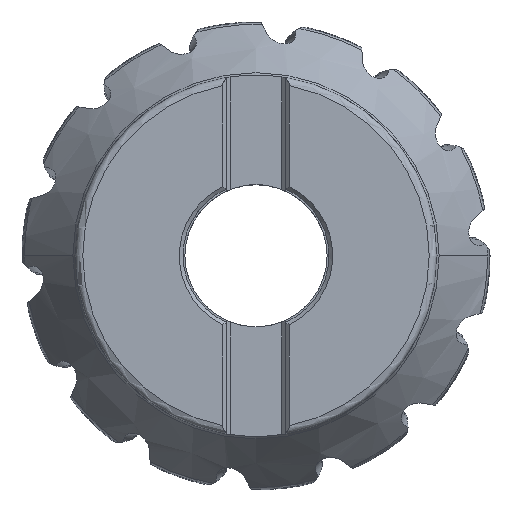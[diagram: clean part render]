
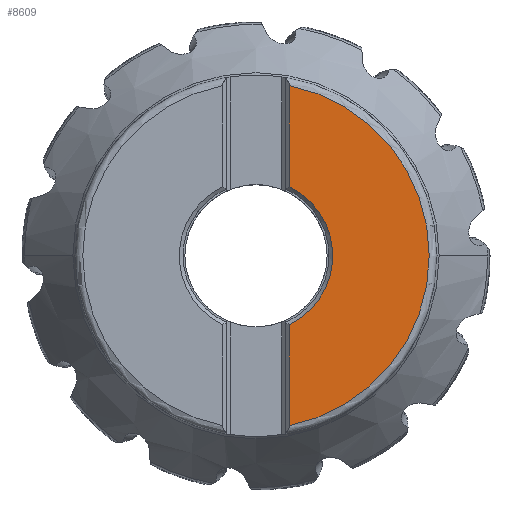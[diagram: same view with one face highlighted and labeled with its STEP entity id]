
A CAD part, top view. The second image highlights one B-rep face of the part: STEP entity #8609.
In plain terms, the highlighted planar face has unit normal (0, 0, 1).
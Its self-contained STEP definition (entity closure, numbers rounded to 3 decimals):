
#2010=LINE('',#93060,#3157);
#2011=LINE('',#93066,#3158);
#3157=VECTOR('',#37833,1.);
#3158=VECTOR('',#37838,1.);
#4612=FACE_OUTER_BOUND('',#10844,.T.);
#8609=ADVANCED_FACE('',(#4612),#9668,.T.);
#9668=PLANE('',#32823);
#10844=EDGE_LOOP('',(#17339,#17340,#17341,#17342,#17343));
#17339=ORIENTED_EDGE('',*,*,#27913,.T.);
#17340=ORIENTED_EDGE('',*,*,#27914,.F.);
#17341=ORIENTED_EDGE('',*,*,#27915,.F.);
#17342=ORIENTED_EDGE('',*,*,#27916,.T.);
#17343=ORIENTED_EDGE('',*,*,#27912,.F.);
#23741=VERTEX_POINT('',#93050);
#23742=VERTEX_POINT('',#93057);
#23743=VERTEX_POINT('',#93061);
#23744=VERTEX_POINT('',#93063);
#23745=VERTEX_POINT('',#93065);
#27912=EDGE_CURVE('',#23742,#23741,#30197,.T.);
#27913=EDGE_CURVE('',#23742,#23743,#2010,.T.);
#27914=EDGE_CURVE('',#23744,#23743,#30198,.T.);
#27915=EDGE_CURVE('',#23745,#23744,#30199,.T.);
#27916=EDGE_CURVE('',#23745,#23741,#2011,.T.);
#30197=CIRCLE('',#32819,20.55);
#30198=CIRCLE('',#32821,46.419);
#30199=CIRCLE('',#32822,46.419);
#32819=AXIS2_PLACEMENT_3D('',#93058,#37829,#37830);
#32821=AXIS2_PLACEMENT_3D('',#93062,#37834,#37835);
#32822=AXIS2_PLACEMENT_3D('',#93064,#37836,#37837);
#32823=AXIS2_PLACEMENT_3D('',#93067,#37839,#37840);
#37829=DIRECTION('',(0.,0.,1.));
#37830=DIRECTION('',(0.435,-0.9,0.));
#37833=DIRECTION('',(0.,-1.,0.));
#37834=DIRECTION('',(0.,0.,-1.));
#37835=DIRECTION('',(1.,0.,0.));
#37836=DIRECTION('',(0.,0.,-1.));
#37837=DIRECTION('',(0.193,0.981,0.));
#37838=DIRECTION('',(0.,-1.,0.));
#37839=DIRECTION('',(0.,0.,1.));
#37840=DIRECTION('',(-1.,0.,0.));
#93050=CARTESIAN_POINT('',(8.937,18.505,0.));
#93057=CARTESIAN_POINT('',(8.937,-18.505,0.));
#93058=CARTESIAN_POINT('',(0.,0.,0.));
#93060=CARTESIAN_POINT('',(8.937,-18.505,0.));
#93061=CARTESIAN_POINT('',(8.938,-45.55,0.));
#93062=CARTESIAN_POINT('',(0.,0.,0.));
#93063=CARTESIAN_POINT('',(46.419,-0.021,0.));
#93064=CARTESIAN_POINT('',(0.,0.,0.));
#93065=CARTESIAN_POINT('',(8.937,45.55,0.));
#93066=CARTESIAN_POINT('',(8.937,45.55,0.));
#93067=CARTESIAN_POINT('',(27.678,0.,0.));
